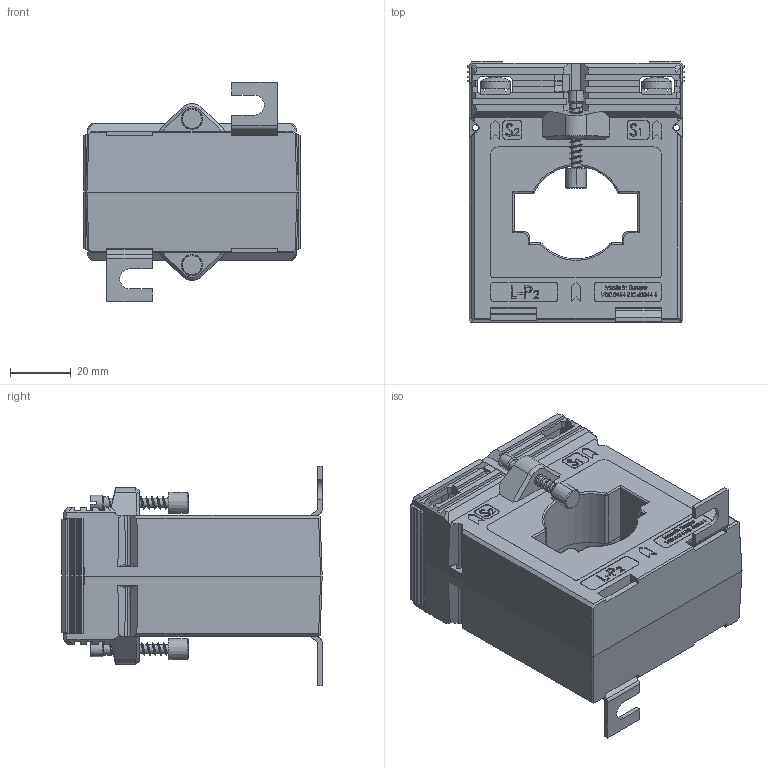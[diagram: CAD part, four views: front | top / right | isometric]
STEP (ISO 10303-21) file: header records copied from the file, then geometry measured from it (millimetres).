
FILE_DESCRIPTION (( 'STEP AP214' ), '1' );
FILE_NAME ('ASK412_4_3U_kpl.STEP', '2012-01-13T10:12:52', ( ' ' ), ( '' ), 'SwSTEP 2.0', 'SolidWorks 2010', '' );
FILE_SCHEMA (( 'AUTOMOTIVE_DESIGN' ));
Length unit declared in the file: millimetre
Products named in the file (9): ASK412_4_11_Gehäuseoberteil; Fusswinkel_1,5; ASK412_4_11; Plastite_Schraube_30_mit-Gewinde; Verschlussklappe_38mm; MBS_WN-003_04_Klemme_WN-003_02; Isolierschutzkappe; Linsenschraube DIN 7985 4.8 VZ M 5 x 10; ASK412_4_3U_kpl
Assembly tree (16 placements, depth 2):
  ASK412_4_3U_kpl
    Verschlussklappe_38mm  x2
    Fusswinkel_1,5  x2
    ASK412_4_11_Gehäuseoberteil
    Linsenschraube DIN 7985 4.8 VZ M 5 x 10  x4
    MBS_WN-003_04_Klemme_WN-003_02  x2
    Plastite_Schraube_30_mit-Gewinde  x2
    ASK412_4_11
    Isolierschutzkappe  x2
Bounding box: 71 x 85.5 x 72 mm (x, y, z)
Volume: 188368.6 mm3; surface area: 53451 mm2
Topology: 16 solids, 16 shells, 1922 faces, 5014 edges, 3250 vertices
Faces by surface type: plane 1286, bspline 320, cylinder 202, cone 78, torus 20, sphere 16
Entity records: 70672 total; most frequent: CARTESIAN_POINT 31674, ORIENTED_EDGE 8720, DIRECTION 6551, EDGE_CURVE 4360, VECTOR 3295, LINE 3295, VERTEX_POINT 2860, EDGE_LOOP 1798
